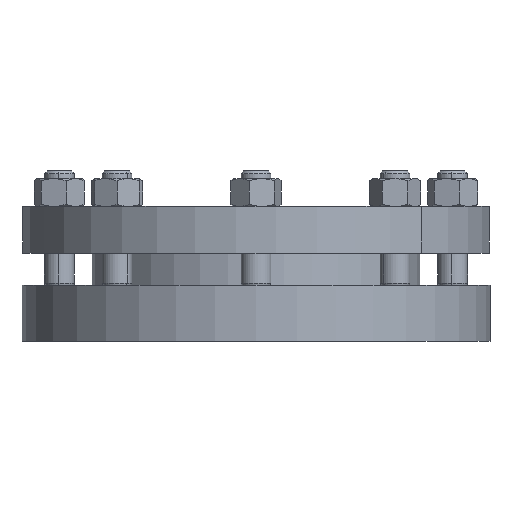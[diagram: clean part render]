
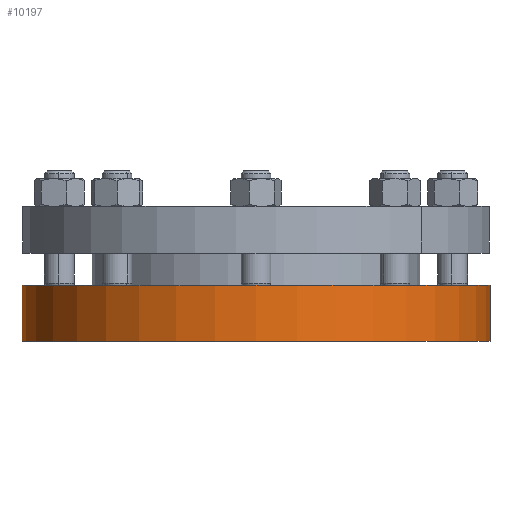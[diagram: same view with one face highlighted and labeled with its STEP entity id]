
A CAD part, front view. The second image highlights one B-rep face of the part: STEP entity #10197.
In plain terms, the highlighted cylindrical face has radius 125 mm (diameter 250 mm), a partial arc.
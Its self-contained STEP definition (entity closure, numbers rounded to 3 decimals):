
#449 = CARTESIAN_POINT ( 'NONE',  ( 0., 0., 0. ) ) ;
#981 = AXIS2_PLACEMENT_3D ( 'NONE', #449, #2989, #15704 ) ;
#1166 = DIRECTION ( 'NONE',  ( 0., 0., -1. ) ) ;
#1548 = LINE ( 'NONE', #6610, #2543 ) ;
#2102 = DIRECTION ( 'NONE',  ( -1., 0., 0. ) ) ;
#2184 = CYLINDRICAL_SURFACE ( 'NONE', #15731, 125. ) ;
#2543 = VECTOR ( 'NONE', #10442, 1000. ) ;
#2558 = CARTESIAN_POINT ( 'NONE',  ( -125., 0., 0. ) ) ;
#2796 = CARTESIAN_POINT ( 'NONE',  ( -125., 0., 30. ) ) ;
#2807 = CIRCLE ( 'NONE', #981, 125. ) ;
#2839 = ORIENTED_EDGE ( 'NONE', *, *, #8493, .T. ) ;
#2989 = DIRECTION ( 'NONE',  ( 0., 0., -1. ) ) ;
#4682 = ORIENTED_EDGE ( 'NONE', *, *, #6476, .F. ) ;
#4855 = FACE_OUTER_BOUND ( 'NONE', #11464, .T. ) ;
#6476 = EDGE_CURVE ( 'NONE', #10436, #11324, #2807, .T. ) ;
#6610 = CARTESIAN_POINT ( 'NONE',  ( 125., 0., 0. ) ) ;
#6842 = CIRCLE ( 'NONE', #10826, 125. ) ;
#6921 = ORIENTED_EDGE ( 'NONE', *, *, #10829, .T. ) ;
#7197 = EDGE_CURVE ( 'NONE', #12220, #10436, #1548, .T. ) ;
#7709 = LINE ( 'NONE', #2558, #14390 ) ;
#8390 = CARTESIAN_POINT ( 'NONE',  ( 125., 0., 0. ) ) ;
#8493 = EDGE_CURVE ( 'NONE', #12220, #16304, #6842, .T. ) ;
#8675 = DIRECTION ( 'NONE',  ( 0., 0., -1. ) ) ;
#9017 = CARTESIAN_POINT ( 'NONE',  ( 0., 0., 30. ) ) ;
#10197 = ADVANCED_FACE ( 'NONE', ( #4855 ), #2184, .T. ) ;
#10436 = VERTEX_POINT ( 'NONE', #8390 ) ;
#10442 = DIRECTION ( 'NONE',  ( 0., 0., -1. ) ) ;
#10826 = AXIS2_PLACEMENT_3D ( 'NONE', #9017, #12848, #11850 ) ;
#10829 = EDGE_CURVE ( 'NONE', #16304, #11324, #7709, .T. ) ;
#11079 = CARTESIAN_POINT ( 'NONE',  ( -125., 0., 0. ) ) ;
#11324 = VERTEX_POINT ( 'NONE', #11079 ) ;
#11464 = EDGE_LOOP ( 'NONE', ( #14560, #2839, #6921, #4682 ) ) ;
#11850 = DIRECTION ( 'NONE',  ( -1., 0., 0. ) ) ;
#12220 = VERTEX_POINT ( 'NONE', #13338 ) ;
#12848 = DIRECTION ( 'NONE',  ( 0., 0., -1. ) ) ;
#13338 = CARTESIAN_POINT ( 'NONE',  ( 125., 0., 30. ) ) ;
#14390 = VECTOR ( 'NONE', #1166, 1000. ) ;
#14560 = ORIENTED_EDGE ( 'NONE', *, *, #7197, .F. ) ;
#15704 = DIRECTION ( 'NONE',  ( -1., 0., 0. ) ) ;
#15731 = AXIS2_PLACEMENT_3D ( 'NONE', #16322, #8675, #2102 ) ;
#16304 = VERTEX_POINT ( 'NONE', #2796 ) ;
#16322 = CARTESIAN_POINT ( 'NONE',  ( 0., 0., 0. ) ) ;
